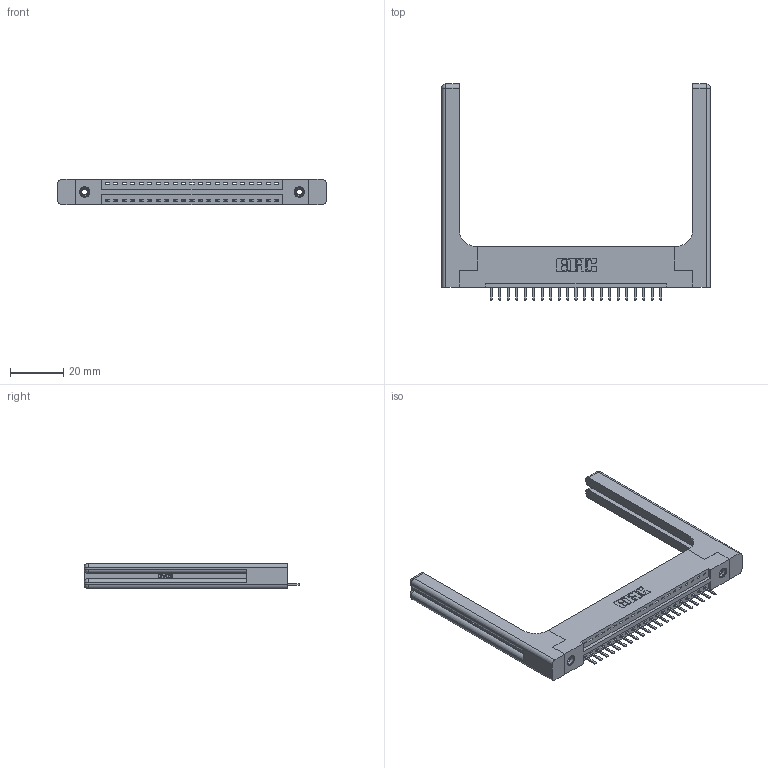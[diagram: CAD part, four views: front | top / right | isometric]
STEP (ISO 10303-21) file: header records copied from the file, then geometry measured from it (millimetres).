
FILE_DESCRIPTION (( 'STEP AP203' ), '1' );
FILE_NAME ('396-021-520-158.STEP', '2019-10-27T03:49:07', ( '' ), ( '' ), 'SwSTEP 2.0', 'SolidWorks 2016', '' );
FILE_SCHEMA (( 'CONFIG_CONTROL_DESIGN' ));
Length unit declared in the file: inch
Products named in the file (5): 346-220-058_345-220-058; 345-292-001_345-293-120; 346 Part_Flush Mounting Lugs - 0.156 Dia-TH; 345-250-001_345-250-001-102; 396-021-520-158
Assembly tree (26 placements, depth 2):
  396-021-520-158
    346 Part_Flush Mounting Lugs - 0.156 Dia-TH
    345-292-001_345-293-120  x21
    345-250-001_345-250-001-102  x2
    346-220-058_345-220-058  x2
Bounding box: 100.74 x 80.98 x 9.4 mm (x, y, z)
Volume: 16956 mm3; surface area: 16537.1 mm2
Topology: 26 solids, 26 shells, 1680 faces, 4859 edges, 3162 vertices
Faces by surface type: plane 1106, cylinder 514, bspline 36, cone 12, sphere 8, torus 4
Entity records: 21156 total; most frequent: CARTESIAN_POINT 4624, ORIENTED_EDGE 3364, DIRECTION 3024, EDGE_CURVE 1682, LINE 1370, VECTOR 1370, VERTEX_POINT 1110, AXIS2_PLACEMENT_3D 827
